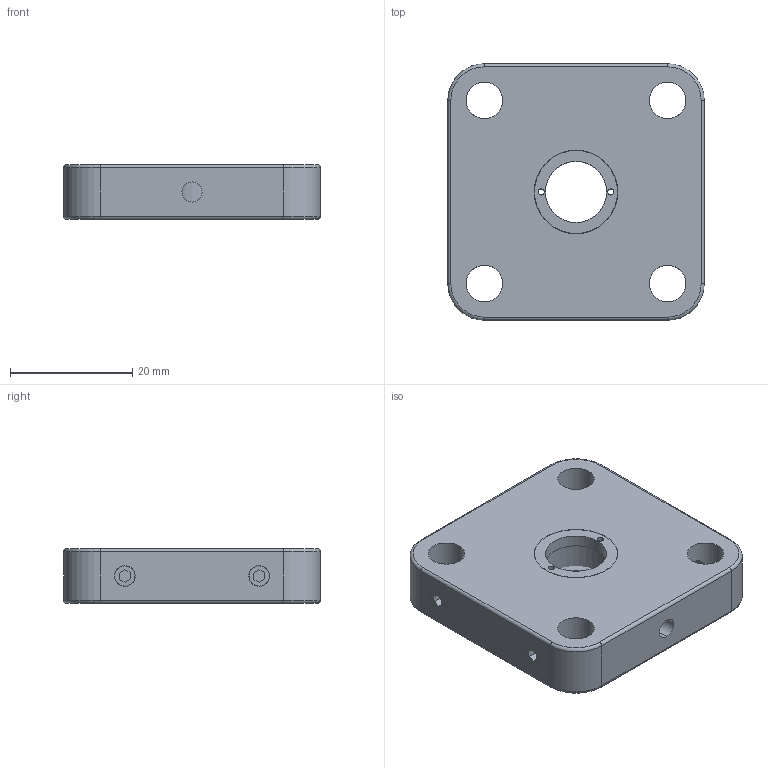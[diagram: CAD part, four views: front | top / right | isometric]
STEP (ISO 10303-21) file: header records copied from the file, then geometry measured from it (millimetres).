
FILE_DESCRIPTION (( 'STEP AP203' ), '1' );
FILE_NAME ('24COH-0.5M.STEP', '2026-03-03T04:25:16', ( '' ), ( '' ), 'SwSTEP 2.0', 'SolidWorks 2024', '' );
FILE_SCHEMA (( 'CONFIG_CONTROL_DESIGN' ));
Length unit declared in the file: millimetre
Products named in the file (1): 24COH-0.5M
Bounding box: 42 x 42 x 9 mm (x, y, z)
Surface area: 6045.5 mm2 (no closed solid volume)
Topology: 0 solids, 11 shells, 94 faces, 252 edges, 172 vertices
Faces by surface type: plane 42, cylinder 40, torus 8, cone 4
Entity records: 3227 total; most frequent: CARTESIAN_POINT 679, DIRECTION 550, ORIENTED_EDGE 446, EDGE_CURVE 252, AXIS2_PLACEMENT_3D 211, VERTEX_POINT 172, EDGE_LOOP 129, VECTOR 128
